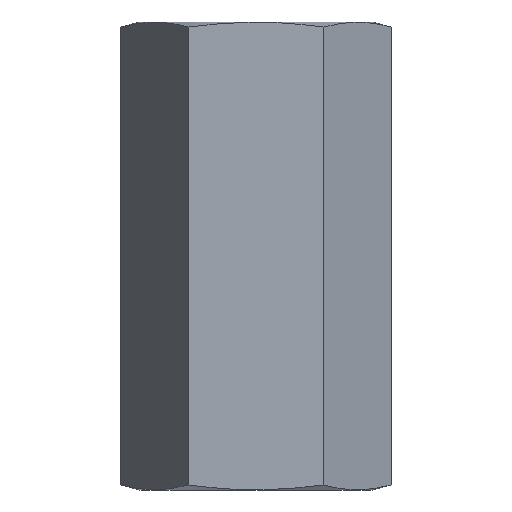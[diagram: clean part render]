
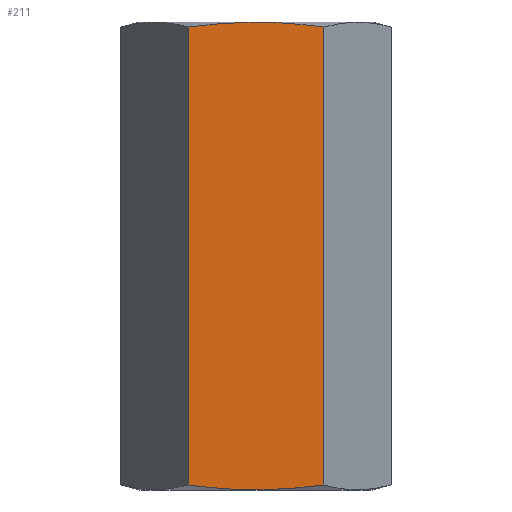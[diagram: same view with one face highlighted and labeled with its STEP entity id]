
A CAD part, front view. The second image highlights one B-rep face of the part: STEP entity #211.
In plain terms, the highlighted planar face has unit normal (0, -1, 0).
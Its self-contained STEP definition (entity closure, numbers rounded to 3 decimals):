
#119=VERTEX_POINT('',#302);
#131=VERTEX_POINT('',#314);
#159=VERTEX_POINT('',#344);
#185=EDGE_CURVE('',#131,#213,#372,.T.);
#195=EDGE_CURVE('',#119,#131,#382,.T.);
#203=EDGE_CURVE('',#213,#159,#391,.T.);
#211=ADVANCED_FACE('',(#400),#401,.T.);
#213=VERTEX_POINT('',#403);
#265=EDGE_CURVE('',#159,#119,#466,.T.);
#302=CARTESIAN_POINT('',(-10.4,-18.013,-71.22));
#314=CARTESIAN_POINT('',(-10.4,-18.013,-0.78));
#344=CARTESIAN_POINT('',(10.4,-18.013,-71.22));
#372=(B_SPLINE_CURVE(2,(#657,#658,#659),.UNSPECIFIED.,.F.,.F.)B_SPLINE_CURVE_WITH_KNOTS((3,3),(0.0,20.854),.UNSPECIFIED.)RATIONAL_B_SPLINE_CURVE((1.0,1.155,1.0))BOUNDED_CURVE()REPRESENTATION_ITEM('')GEOMETRIC_REPRESENTATION_ITEM()CURVE());
#382=LINE('',#679,#680);
#391=LINE('',#691,#692);
#400=FACE_OUTER_BOUND('',#713,.T.);
#401=PLANE('',#714);
#403=CARTESIAN_POINT('',(10.4,-18.013,-0.78));
#466=(B_SPLINE_CURVE(2,(#813,#814,#815),.UNSPECIFIED.,.F.,.F.)B_SPLINE_CURVE_WITH_KNOTS((3,3),(0.0,20.854),.UNSPECIFIED.)RATIONAL_B_SPLINE_CURVE((1.0,1.155,1.0))BOUNDED_CURVE()REPRESENTATION_ITEM('')GEOMETRIC_REPRESENTATION_ITEM()CURVE());
#657=CARTESIAN_POINT('',(-10.4,-18.013,-0.78));
#658=CARTESIAN_POINT('',(0.,-18.013,0.613));
#659=CARTESIAN_POINT('',(10.4,-18.013,-0.78));
#679=CARTESIAN_POINT('',(-10.4,-18.013,-36.));
#680=VECTOR('',#908,1.0);
#691=CARTESIAN_POINT('',(10.4,-18.013,-36.));
#692=VECTOR('',#920,1.0);
#713=EDGE_LOOP('',(#931,#932,#933,#934));
#714=AXIS2_PLACEMENT_3D('',#935,#936,#937);
#813=CARTESIAN_POINT('',(10.4,-18.013,-71.22));
#814=CARTESIAN_POINT('',(0.,-18.013,-72.613));
#815=CARTESIAN_POINT('',(-10.4,-18.013,-71.22));
#908=DIRECTION('',(0.0,0.0,1.0));
#920=DIRECTION('',(0.0,0.0,-1.0));
#931=ORIENTED_EDGE('',*,*,#185,.F.);
#932=ORIENTED_EDGE('',*,*,#195,.F.);
#933=ORIENTED_EDGE('',*,*,#265,.F.);
#934=ORIENTED_EDGE('',*,*,#203,.F.);
#935=CARTESIAN_POINT('',(10.4,-18.013,-72.));
#936=DIRECTION('',(0.0,-1.0,0.0));
#937=DIRECTION('',(0.0,0.0,1.0));
